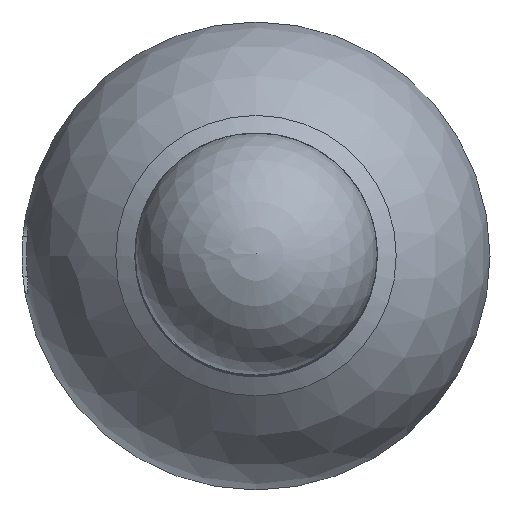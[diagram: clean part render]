
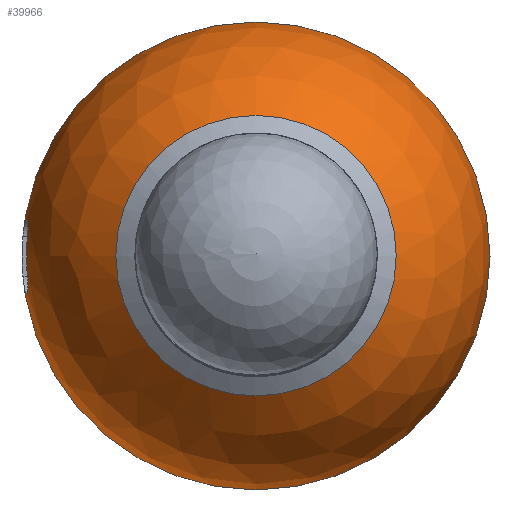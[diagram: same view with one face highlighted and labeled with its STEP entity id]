
A CAD part, top view. The second image highlights one B-rep face of the part: STEP entity #39966.
In plain terms, the highlighted spherical face has radius 38.1 mm.
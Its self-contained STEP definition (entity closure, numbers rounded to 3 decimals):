
#869=B_SPLINE_CURVE_WITH_KNOTS('',3,(#57861,#57862,#57863,#57864,#57865,
#57866,#57867,#57868,#57869,#57870),.UNSPECIFIED.,.F.,.F.,(4,2,2,2,4),(0.,
0.108,0.217,0.325,0.433),
 .UNSPECIFIED.);
#871=B_SPLINE_CURVE_WITH_KNOTS('',3,(#57891,#57892,#57893,#57894,#57895,
#57896,#57897,#57898,#57899,#57900),.UNSPECIFIED.,.F.,.F.,(4,2,2,2,4),(0.,
0.108,0.215,0.323,0.431),
 .UNSPECIFIED.);
#873=B_SPLINE_CURVE_WITH_KNOTS('',3,(#57926,#57927,#57928,#57929,#57930,
#57931,#57932,#57933,#57934,#57935),.UNSPECIFIED.,.F.,.F.,(4,2,2,2,4),(0.,
0.108,0.216,0.325,0.433),
 .UNSPECIFIED.);
#875=B_SPLINE_CURVE_WITH_KNOTS('',3,(#57953,#57954,#57955,#57956,#57957,
#57958,#57959,#57960,#57961,#57962),.UNSPECIFIED.,.F.,.F.,(4,2,2,2,4),(0.,
0.108,0.216,0.324,0.431),
 .UNSPECIFIED.);
#1908=SPHERICAL_SURFACE('',#42628,38.1);
#3709=FACE_OUTER_BOUND('',#5989,.T.);
#5989=EDGE_LOOP('',(#28066,#28067,#28068,#28069,#28070,#28071,#28072,#28073,
#28074,#28075,#28076,#28077,#28078,#28079,#28080,#28081));
#17259=CIRCLE('',#42584,38.086);
#17260=CIRCLE('',#42585,38.086);
#17263=CIRCLE('',#42590,37.6);
#17265=CIRCLE('',#42594,37.367);
#17266=CIRCLE('',#42595,37.367);
#17269=CIRCLE('',#42600,37.626);
#17283=CIRCLE('',#42623,38.097);
#17287=CIRCLE('',#42629,22.833);
#17288=CIRCLE('',#42630,38.1);
#17289=CIRCLE('',#42631,38.1);
#18217=VERTEX_POINT('',#57839);
#18218=VERTEX_POINT('',#57841);
#18219=VERTEX_POINT('',#57843);
#18222=VERTEX_POINT('',#57860);
#18224=VERTEX_POINT('',#57875);
#18226=VERTEX_POINT('',#57890);
#18228=VERTEX_POINT('',#57905);
#18229=VERTEX_POINT('',#57907);
#18232=VERTEX_POINT('',#57924);
#18234=VERTEX_POINT('',#57939);
#18248=VERTEX_POINT('',#58003);
#18250=VERTEX_POINT('',#58011);
#22079=EDGE_CURVE('',#18218,#18217,#17259,.T.);
#22080=EDGE_CURVE('',#18219,#18218,#17260,.T.);
#22084=EDGE_CURVE('',#18222,#18219,#869,.T.);
#22087=EDGE_CURVE('',#18224,#18222,#17263,.T.);
#22090=EDGE_CURVE('',#18226,#18224,#871,.T.);
#22093=EDGE_CURVE('',#18228,#18226,#17265,.T.);
#22094=EDGE_CURVE('',#18229,#18228,#17266,.T.);
#22099=EDGE_CURVE('',#18217,#18232,#873,.T.);
#22102=EDGE_CURVE('',#18232,#18234,#17269,.T.);
#22104=EDGE_CURVE('',#18234,#18229,#875,.T.);
#22124=EDGE_CURVE('',#18248,#18248,#17283,.T.);
#22128=EDGE_CURVE('',#18250,#18250,#17287,.T.);
#22129=EDGE_CURVE('',#18250,#18228,#17288,.T.);
#22130=EDGE_CURVE('',#18218,#18248,#17289,.T.);
#28066=ORIENTED_EDGE('',*,*,#22128,.F.);
#28067=ORIENTED_EDGE('',*,*,#22129,.T.);
#28068=ORIENTED_EDGE('',*,*,#22093,.T.);
#28069=ORIENTED_EDGE('',*,*,#22090,.T.);
#28070=ORIENTED_EDGE('',*,*,#22087,.T.);
#28071=ORIENTED_EDGE('',*,*,#22084,.T.);
#28072=ORIENTED_EDGE('',*,*,#22080,.T.);
#28073=ORIENTED_EDGE('',*,*,#22130,.T.);
#28074=ORIENTED_EDGE('',*,*,#22124,.T.);
#28075=ORIENTED_EDGE('',*,*,#22130,.F.);
#28076=ORIENTED_EDGE('',*,*,#22079,.T.);
#28077=ORIENTED_EDGE('',*,*,#22099,.T.);
#28078=ORIENTED_EDGE('',*,*,#22102,.T.);
#28079=ORIENTED_EDGE('',*,*,#22104,.T.);
#28080=ORIENTED_EDGE('',*,*,#22094,.T.);
#28081=ORIENTED_EDGE('',*,*,#22129,.F.);
#39966=ADVANCED_FACE('',(#3709),#1908,.T.);
#42584=AXIS2_PLACEMENT_3D('',#57842,#45968,#45969);
#42585=AXIS2_PLACEMENT_3D('',#57844,#45970,#45971);
#42590=AXIS2_PLACEMENT_3D('',#57876,#45982,#45983);
#42594=AXIS2_PLACEMENT_3D('',#57906,#45992,#45993);
#42595=AXIS2_PLACEMENT_3D('',#57908,#45994,#45995);
#42600=AXIS2_PLACEMENT_3D('',#57941,#46007,#46008);
#42623=AXIS2_PLACEMENT_3D('',#58004,#46059,#46060);
#42628=AXIS2_PLACEMENT_3D('',#58010,#46069,#46070);
#42629=AXIS2_PLACEMENT_3D('',#58012,#46071,#46072);
#42630=AXIS2_PLACEMENT_3D('',#58013,#46073,#46074);
#42631=AXIS2_PLACEMENT_3D('',#58014,#46075,#46076);
#45968=DIRECTION('center_axis',(0.,0.,-1.));
#45969=DIRECTION('ref_axis',(0.,-1.,0.));
#45970=DIRECTION('center_axis',(0.,0.,-1.));
#45971=DIRECTION('ref_axis',(0.,-1.,0.));
#45982=DIRECTION('center_axis',(0.,-1.,0.));
#45983=DIRECTION('ref_axis',(0.,0.,1.));
#45992=DIRECTION('center_axis',(0.,0.,
1.));
#45993=DIRECTION('ref_axis',(0.,1.,0.));
#45994=DIRECTION('center_axis',(0.,0.,
1.));
#45995=DIRECTION('ref_axis',(0.,1.,0.));
#46007=DIRECTION('center_axis',(0.,1.,0.));
#46008=DIRECTION('ref_axis',(0.,0.,-1.));
#46059=DIRECTION('center_axis',(0.,0.,1.));
#46060=DIRECTION('ref_axis',(0.,1.,0.));
#46069=DIRECTION('center_axis',(0.,0.,1.));
#46070=DIRECTION('ref_axis',(1.,0.,0.));
#46071=DIRECTION('center_axis',(0.,0.,1.));
#46072=DIRECTION('ref_axis',(0.,1.,0.));
#46073=DIRECTION('center_axis',(0.,-1.,0.));
#46074=DIRECTION('ref_axis',(-1.,0.,0.));
#46075=DIRECTION('center_axis',(0.,-1.,0.));
#46076=DIRECTION('ref_axis',(-1.,0.,0.));
#57839=CARTESIAN_POINT('',(-37.957,3.135,1.03));
#57841=CARTESIAN_POINT('',(-38.086,0.,1.03));
#57842=CARTESIAN_POINT('Origin',(0.,0.,1.03));
#57843=CARTESIAN_POINT('',(-37.943,-3.295,1.03));
#57844=CARTESIAN_POINT('Origin',(0.,0.,1.03));
#57860=CARTESIAN_POINT('',(-37.399,-6.15,3.885));
#57861=CARTESIAN_POINT('Ctrl Pts',(-37.399,-6.15,
3.885));
#57862=CARTESIAN_POINT('Ctrl Pts',(-37.436,-6.15,
3.526));
#57863=CARTESIAN_POINT('Ctrl Pts',(-37.482,-6.078,
3.143));
#57864=CARTESIAN_POINT('Ctrl Pts',(-37.581,-5.786,2.439));
#57865=CARTESIAN_POINT('Ctrl Pts',(-37.633,-5.566,
2.119));
#57866=CARTESIAN_POINT('Ctrl Pts',(-37.73,-5.06,
1.613));
#57867=CARTESIAN_POINT('Ctrl Pts',(-37.78,-4.74,
1.393));
#57868=CARTESIAN_POINT('Ctrl Pts',(-37.871,-4.037,
1.102));
#57869=CARTESIAN_POINT('Ctrl Pts',(-37.912,-3.654,
1.03));
#57870=CARTESIAN_POINT('Ctrl Pts',(-37.943,-3.295,
1.03));
#57875=CARTESIAN_POINT('',(-37.32,-6.15,4.585));
#57876=CARTESIAN_POINT('Origin',(0.,-6.15,0.));
#57890=CARTESIAN_POINT('',(-37.221,-3.295,7.44));
#57891=CARTESIAN_POINT('Ctrl Pts',(-37.221,-3.295,
7.44));
#57892=CARTESIAN_POINT('Ctrl Pts',(-37.189,-3.652,
7.44));
#57893=CARTESIAN_POINT('Ctrl Pts',(-37.164,-4.034,
7.369));
#57894=CARTESIAN_POINT('Ctrl Pts',(-37.138,-4.737,
7.078));
#57895=CARTESIAN_POINT('Ctrl Pts',(-37.136,-5.059,
6.859));
#57896=CARTESIAN_POINT('Ctrl Pts',(-37.154,-5.567,
6.351));
#57897=CARTESIAN_POINT('Ctrl Pts',(-37.174,-5.787,6.029));
#57898=CARTESIAN_POINT('Ctrl Pts',(-37.235,-6.079,
5.325));
#57899=CARTESIAN_POINT('Ctrl Pts',(-37.276,-6.15,
4.942));
#57900=CARTESIAN_POINT('Ctrl Pts',(-37.32,-6.15,
4.585));
#57905=CARTESIAN_POINT('',(-37.367,0.,7.44));
#57906=CARTESIAN_POINT('Origin',(0.,0.,
7.44));
#57907=CARTESIAN_POINT('',(-37.235,3.135,7.44));
#57908=CARTESIAN_POINT('Origin',(0.,0.,
7.44));
#57924=CARTESIAN_POINT('',(-37.425,5.99,3.885));
#57926=CARTESIAN_POINT('Ctrl Pts',(-37.957,3.135,1.03));
#57927=CARTESIAN_POINT('Ctrl Pts',(-37.927,3.494,1.03));
#57928=CARTESIAN_POINT('Ctrl Pts',(-37.888,3.877,1.102));
#57929=CARTESIAN_POINT('Ctrl Pts',(-37.8,4.58,1.393));
#57930=CARTESIAN_POINT('Ctrl Pts',(-37.751,4.9,1.613));
#57931=CARTESIAN_POINT('Ctrl Pts',(-37.657,5.406,2.119));
#57932=CARTESIAN_POINT('Ctrl Pts',(-37.605,5.626,2.439));
#57933=CARTESIAN_POINT('Ctrl Pts',(-37.508,5.918,3.143));
#57934=CARTESIAN_POINT('Ctrl Pts',(-37.462,5.99,3.526));
#57935=CARTESIAN_POINT('Ctrl Pts',(-37.425,5.99,3.885));
#57939=CARTESIAN_POINT('',(-37.346,5.99,4.585));
#57941=CARTESIAN_POINT('Origin',(0.,5.99,0.));
#57953=CARTESIAN_POINT('Ctrl Pts',(-37.346,5.99,4.585));
#57954=CARTESIAN_POINT('Ctrl Pts',(-37.302,5.99,4.943));
#57955=CARTESIAN_POINT('Ctrl Pts',(-37.261,5.919,5.325));
#57956=CARTESIAN_POINT('Ctrl Pts',(-37.199,5.627,6.029));
#57957=CARTESIAN_POINT('Ctrl Pts',(-37.178,5.407,6.351));
#57958=CARTESIAN_POINT('Ctrl Pts',(-37.158,4.899,6.859));
#57959=CARTESIAN_POINT('Ctrl Pts',(-37.158,4.577,7.078));
#57960=CARTESIAN_POINT('Ctrl Pts',(-37.181,3.874,7.369));
#57961=CARTESIAN_POINT('Ctrl Pts',(-37.205,3.492,7.44));
#57962=CARTESIAN_POINT('Ctrl Pts',(-37.235,3.135,7.44));
#58003=CARTESIAN_POINT('',(-38.097,0.,-0.5));
#58004=CARTESIAN_POINT('Origin',(0.,0.,-0.5));
#58010=CARTESIAN_POINT('Origin',(0.,0.,0.));
#58011=CARTESIAN_POINT('',(-22.833,0.,30.5));
#58012=CARTESIAN_POINT('Origin',(0.,0.,30.5));
#58013=CARTESIAN_POINT('Origin',(0.,0.,0.));
#58014=CARTESIAN_POINT('Origin',(0.,0.,0.));
